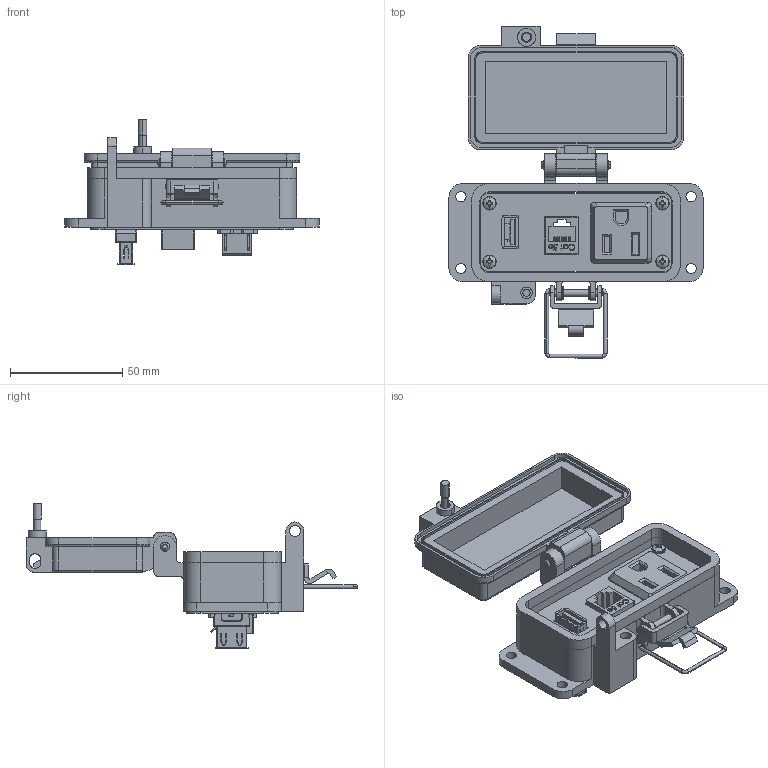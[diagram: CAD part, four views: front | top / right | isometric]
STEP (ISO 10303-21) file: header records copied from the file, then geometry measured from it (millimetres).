
FILE_DESCRIPTION (( 'STEP AP214' ), '1' );
FILE_NAME ('P-P22R2-F3R0_3D.STEP', '2017-09-12T17:16:42', ( '' ), ( '' ), 'SwSTEP 2.0', 'SolidWorks 2017', '' );
FILE_SCHEMA (( 'AUTOMOTIVE_DESIGN' ));
Length unit declared in the file: millimetre
Products named in the file (13): Z-200-R0SQ; R2; Z-300-RJ45CAT5; P22; Z-300-USB-A-FF; P-P22R2-F3R0_FP; 90272A106_ZINC-PLTD STL PAN HEAD PHILLIPS MACHINE SCREW_90272A106; P-P22R2-F3R0_TP; P-P22R2-F3R0_BP; P-P22R2-F3R0_3D; 92005A124_METRIC PAN HEAD PHILLIPS MACHINE SCREW_92005A124; Z-H-F3; R
Assembly tree (17 placements, depth 3):
  P-P22R2-F3R0_3D
    P-P22R2-F3R0_BP
    P-P22R2-F3R0_TP
    90272A106_ZINC-PLTD STL PAN HEAD PHILLIPS MACHINE SCREW_90272A106  x3
    P-P22R2-F3R0_FP
    P22
      Z-300-USB-A-FF
    R2
      Z-300-RJ45CAT5
    R
      Z-200-R0SQ
    Z-H-F3
    92005A124_METRIC PAN HEAD PHILLIPS MACHINE SCREW_92005A124  x4
Bounding box: 113 x 147.61 x 64.54 mm (x, y, z)
Volume: 94906.5 mm3; surface area: 73501.4 mm2
Topology: 23 solids, 23 shells, 2507 faces, 7022 edges, 4625 vertices
Faces by surface type: cylinder 1090, plane 1069, bspline 214, cone 72, torus 32, sphere 30
Entity records: 70930 total; most frequent: CARTESIAN_POINT 23656, ORIENTED_EDGE 9688, DIRECTION 7796, EDGE_CURVE 4844, VECTOR 3200, LINE 3200, VERTEX_POINT 3192, AXIS2_PLACEMENT_3D 2298
